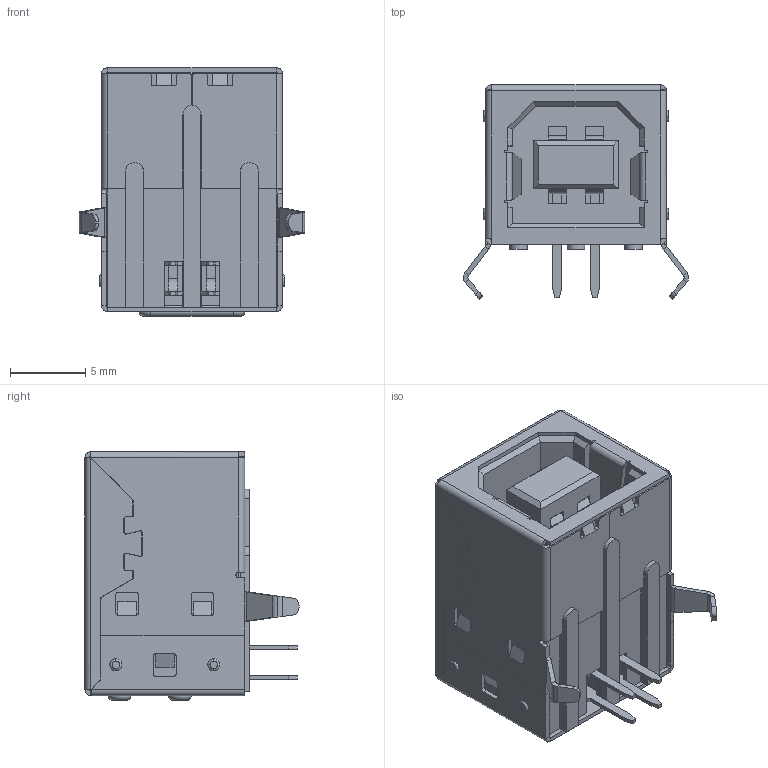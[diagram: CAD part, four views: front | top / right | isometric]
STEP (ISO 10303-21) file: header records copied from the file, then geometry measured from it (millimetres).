
FILE_DESCRIPTION (( 'STEP AP214' ), '1' );
FILE_NAME ('61400416121.STEP', '2021-05-10T12:24:41', ( '' ), ( '' ), 'SwSTEP 2.0', 'SolidWorks 2018', '' );
FILE_SCHEMA (( 'AUTOMOTIVE_DESIGN' ));
Length unit declared in the file: millimetre
Products named in the file (1): 61400416121
Bounding box: 14.95 x 14.22 x 16.5 mm (x, y, z)
Volume: 1267 mm3; surface area: 3552.1 mm2
Topology: 6 solids, 6 shells, 726 faces, 1926 edges, 1214 vertices
Faces by surface type: plane 507, cylinder 187, bspline 14, torus 12, sphere 6
Entity records: 22324 total; most frequent: CARTESIAN_POINT 4210, ORIENTED_EDGE 3840, DIRECTION 3623, EDGE_CURVE 1920, VECTOR 1473, LINE 1473, VERTEX_POINT 1214, AXIS2_PLACEMENT_3D 1075
